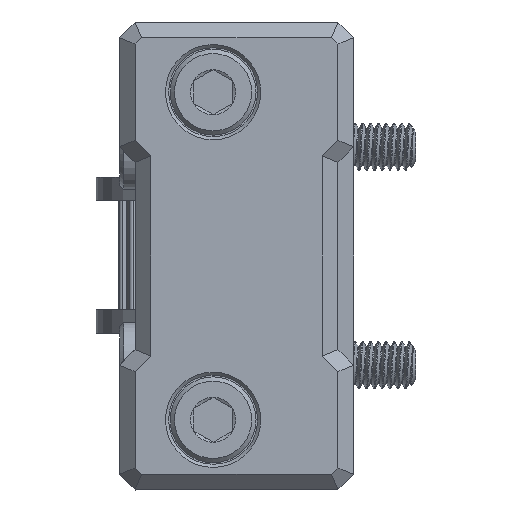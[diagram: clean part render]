
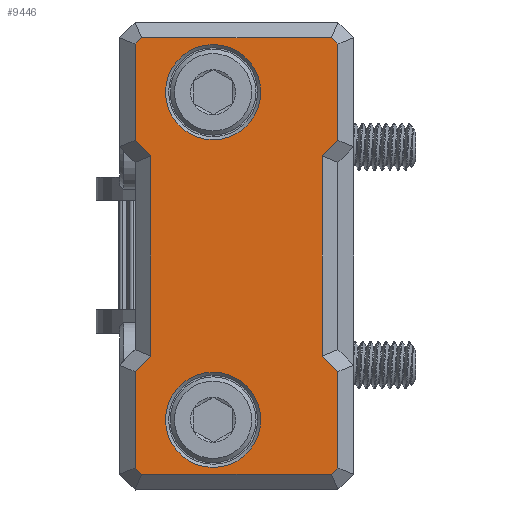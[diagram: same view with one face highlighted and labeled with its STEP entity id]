
A CAD part, front view. The second image highlights one B-rep face of the part: STEP entity #9446.
In plain terms, the highlighted planar face has unit normal (0, -1, 0).
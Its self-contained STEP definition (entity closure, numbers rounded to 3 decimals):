
#125=FACE_BOUND('',#1653,.T.);
#126=FACE_BOUND('',#1654,.T.);
#330=PLANE('',#10221);
#1099=FACE_OUTER_BOUND('',#1652,.T.);
#1652=EDGE_LOOP('',(#8103,#8104,#8105,#8106,#8107,#8108,#8109,#8110,#8111,
#8112,#8113,#8114,#8115,#8116,#8117,#8118));
#1653=EDGE_LOOP('',(#8119));
#1654=EDGE_LOOP('',(#8120));
#1921=CIRCLE('',#10219,3.05);
#1923=CIRCLE('',#10222,3.05);
#2740=LINE('',#27792,#3437);
#2744=LINE('',#27800,#3441);
#2777=LINE('',#27874,#3474);
#2782=LINE('',#27884,#3479);
#2804=LINE('',#28155,#3501);
#2808=LINE('',#28165,#3505);
#2812=LINE('',#28178,#3509);
#2813=LINE('',#28179,#3510);
#2814=LINE('',#28180,#3511);
#2815=LINE('',#28181,#3512);
#2816=LINE('',#28182,#3513);
#2817=LINE('',#28184,#3514);
#2818=LINE('',#28186,#3515);
#2819=LINE('',#28188,#3516);
#2820=LINE('',#28190,#3517);
#2821=LINE('',#28191,#3518);
#3437=VECTOR('',#12040,10.);
#3441=VECTOR('',#12048,10.);
#3474=VECTOR('',#12113,10.);
#3479=VECTOR('',#12124,10.);
#3501=VECTOR('',#12198,10.);
#3505=VECTOR('',#12208,10.);
#3509=VECTOR('',#12224,10.);
#3510=VECTOR('',#12225,10.);
#3511=VECTOR('',#12226,10.);
#3512=VECTOR('',#12227,10.);
#3513=VECTOR('',#12228,10.);
#3514=VECTOR('',#12229,10.);
#3515=VECTOR('',#12230,10.);
#3516=VECTOR('',#12231,10.);
#3517=VECTOR('',#12232,10.);
#3518=VECTOR('',#12233,10.);
#4261=VERTEX_POINT('',#27789);
#4262=VERTEX_POINT('',#27791);
#4263=VERTEX_POINT('',#27797);
#4264=VERTEX_POINT('',#27799);
#4288=VERTEX_POINT('',#27871);
#4289=VERTEX_POINT('',#27873);
#4290=VERTEX_POINT('',#27881);
#4291=VERTEX_POINT('',#27883);
#4325=VERTEX_POINT('',#28152);
#4326=VERTEX_POINT('',#28154);
#4328=VERTEX_POINT('',#28162);
#4329=VERTEX_POINT('',#28164);
#4331=VERTEX_POINT('',#28172);
#4333=VERTEX_POINT('',#28183);
#4334=VERTEX_POINT('',#28185);
#4335=VERTEX_POINT('',#28187);
#4336=VERTEX_POINT('',#28189);
#4337=VERTEX_POINT('',#28192);
#5519=EDGE_CURVE('',#4262,#4261,#2740,.T.);
#5523=EDGE_CURVE('',#4264,#4263,#2744,.T.);
#5560=EDGE_CURVE('',#4289,#4288,#2777,.T.);
#5565=EDGE_CURVE('',#4291,#4290,#2782,.T.);
#5624=EDGE_CURVE('',#4326,#4325,#2804,.T.);
#5629=EDGE_CURVE('',#4329,#4328,#2808,.T.);
#5633=EDGE_CURVE('',#4331,#4331,#1921,.T.);
#5636=EDGE_CURVE('',#4263,#4262,#2812,.T.);
#5637=EDGE_CURVE('',#4261,#4329,#2813,.T.);
#5638=EDGE_CURVE('',#4328,#4326,#2814,.T.);
#5639=EDGE_CURVE('',#4325,#4291,#2815,.T.);
#5640=EDGE_CURVE('',#4290,#4289,#2816,.T.);
#5641=EDGE_CURVE('',#4288,#4333,#2817,.T.);
#5642=EDGE_CURVE('',#4333,#4334,#2818,.T.);
#5643=EDGE_CURVE('',#4334,#4335,#2819,.T.);
#5644=EDGE_CURVE('',#4335,#4336,#2820,.T.);
#5645=EDGE_CURVE('',#4336,#4264,#2821,.T.);
#5646=EDGE_CURVE('',#4337,#4337,#1923,.T.);
#8103=ORIENTED_EDGE('',*,*,#5523,.T.);
#8104=ORIENTED_EDGE('',*,*,#5636,.T.);
#8105=ORIENTED_EDGE('',*,*,#5519,.T.);
#8106=ORIENTED_EDGE('',*,*,#5637,.T.);
#8107=ORIENTED_EDGE('',*,*,#5629,.T.);
#8108=ORIENTED_EDGE('',*,*,#5638,.T.);
#8109=ORIENTED_EDGE('',*,*,#5624,.T.);
#8110=ORIENTED_EDGE('',*,*,#5639,.T.);
#8111=ORIENTED_EDGE('',*,*,#5565,.T.);
#8112=ORIENTED_EDGE('',*,*,#5640,.T.);
#8113=ORIENTED_EDGE('',*,*,#5560,.T.);
#8114=ORIENTED_EDGE('',*,*,#5641,.T.);
#8115=ORIENTED_EDGE('',*,*,#5642,.T.);
#8116=ORIENTED_EDGE('',*,*,#5643,.T.);
#8117=ORIENTED_EDGE('',*,*,#5644,.T.);
#8118=ORIENTED_EDGE('',*,*,#5645,.T.);
#8119=ORIENTED_EDGE('',*,*,#5646,.T.);
#8120=ORIENTED_EDGE('',*,*,#5633,.T.);
#9446=ADVANCED_FACE('',(#1099,#125,#126),#330,.F.);
#10219=AXIS2_PLACEMENT_3D('',#28173,#12217,#12218);
#10221=AXIS2_PLACEMENT_3D('',#28177,#12222,#12223);
#10222=AXIS2_PLACEMENT_3D('',#28193,#12234,#12235);
#12040=DIRECTION('',(0.707,0.,0.707));
#12048=DIRECTION('',(0.707,0.,-0.707));
#12113=DIRECTION('',(-0.707,0.,-0.707));
#12124=DIRECTION('',(-0.707,0.,0.707));
#12198=DIRECTION('',(0.707,0.,0.707));
#12208=DIRECTION('',(-0.707,0.,0.707));
#12217=DIRECTION('center_axis',(0.,1.,0.));
#12218=DIRECTION('ref_axis',(1.,0.,0.));
#12222=DIRECTION('center_axis',(0.,1.,0.));
#12223=DIRECTION('ref_axis',(0.,0.,
1.));
#12224=DIRECTION('',(1.,0.,0.));
#12225=DIRECTION('',(0.,0.,1.));
#12226=DIRECTION('',(0.,0.,1.));
#12227=DIRECTION('',(0.,0.,1.));
#12228=DIRECTION('',(-1.,0.,0.));
#12229=DIRECTION('',(0.,0.,-1.));
#12230=DIRECTION('',(0.707,0.,-0.707));
#12231=DIRECTION('',(0.,0.,-1.));
#12232=DIRECTION('',(-0.707,0.,-0.707));
#12233=DIRECTION('',(0.,0.,-1.));
#12234=DIRECTION('center_axis',(0.,1.,0.));
#12235=DIRECTION('ref_axis',(1.,0.,0.));
#27789=CARTESIAN_POINT('',(-53.266,-3.315,-107.703));
#27791=CARTESIAN_POINT('',(-53.68,-3.315,-108.117));
#27792=CARTESIAN_POINT('',(-54.973,-3.315,-109.41));
#27797=CARTESIAN_POINT('',(-65.852,-3.315,-108.117));
#27799=CARTESIAN_POINT('',(-66.266,-3.315,-107.703));
#27800=CARTESIAN_POINT('',(-68.309,-3.315,-105.66));
#27871=CARTESIAN_POINT('',(-66.266,-3.315,-80.532));
#27873=CARTESIAN_POINT('',(-65.852,-3.315,-80.117));
#27874=CARTESIAN_POINT('',(-71.309,-3.315,-85.574));
#27881=CARTESIAN_POINT('',(-53.68,-3.315,-80.117));
#27883=CARTESIAN_POINT('',(-53.266,-3.315,-80.532));
#27884=CARTESIAN_POINT('',(-51.973,-3.315,-81.824));
#28152=CARTESIAN_POINT('',(-53.266,-3.315,-86.703));
#28154=CARTESIAN_POINT('',(-54.266,-3.315,-87.703));
#28155=CARTESIAN_POINT('',(-60.223,-3.315,-93.66));
#28162=CARTESIAN_POINT('',(-54.266,-3.315,-100.532));
#28164=CARTESIAN_POINT('',(-53.266,-3.315,-101.532));
#28165=CARTESIAN_POINT('',(-57.223,-3.315,-97.574));
#28172=CARTESIAN_POINT('',(-64.316,-3.315,-83.617));
#28173=CARTESIAN_POINT('Origin',(-61.266,-3.315,-83.617));
#28177=CARTESIAN_POINT('Origin',(-67.266,-3.315,-100.117));
#28178=CARTESIAN_POINT('',(-66.766,-3.315,-108.117));
#28179=CARTESIAN_POINT('',(-53.266,-3.315,-104.617));
#28180=CARTESIAN_POINT('',(-54.266,-3.315,-97.117));
#28181=CARTESIAN_POINT('',(-53.266,-3.315,-104.617));
#28182=CARTESIAN_POINT('',(-61.766,-3.315,-80.117));
#28183=CARTESIAN_POINT('',(-66.266,-3.315,-86.703));
#28184=CARTESIAN_POINT('',(-66.266,-3.315,-97.117));
#28185=CARTESIAN_POINT('',(-65.266,-3.315,-87.703));
#28186=CARTESIAN_POINT('',(-63.059,-3.315,-89.91));
#28187=CARTESIAN_POINT('',(-65.266,-3.315,-100.532));
#28188=CARTESIAN_POINT('',(-65.266,-3.315,-97.117));
#28189=CARTESIAN_POINT('',(-66.266,-3.315,-101.532));
#28190=CARTESIAN_POINT('',(-66.059,-3.315,-101.324));
#28191=CARTESIAN_POINT('',(-66.266,-3.315,-97.117));
#28192=CARTESIAN_POINT('',(-64.316,-3.315,-104.618));
#28193=CARTESIAN_POINT('Origin',(-61.266,-3.315,-104.618));
